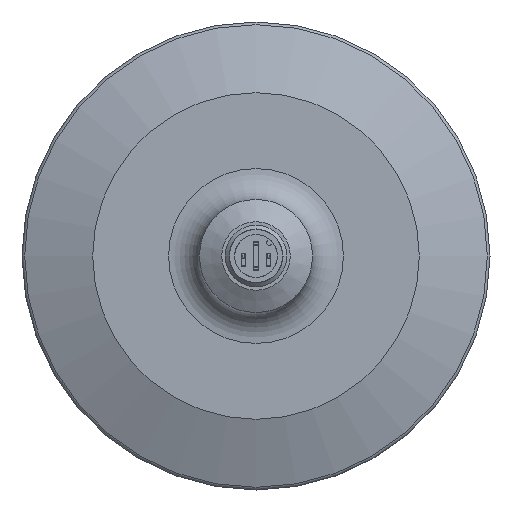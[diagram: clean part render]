
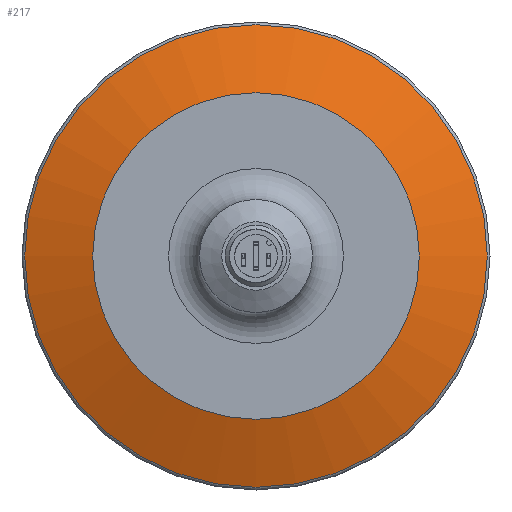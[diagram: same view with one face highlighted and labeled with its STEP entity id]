
A CAD part, front view. The second image highlights one B-rep face of the part: STEP entity #217.
In plain terms, the highlighted conical face has half-angle 70 degrees and reference radius 45.5 mm.
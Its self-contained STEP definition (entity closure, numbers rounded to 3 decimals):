
#217 = ADVANCED_FACE( '', ( #514, #515 ), #516, .T. );
#514 = FACE_OUTER_BOUND( '', #898, .T. );
#515 = FACE_BOUND( '', #899, .T. );
#516 = CONICAL_SURFACE( '', #900, 45.5, 1.222 );
#898 = EDGE_LOOP( '', ( #1521 ) );
#899 = EDGE_LOOP( '', ( #1522 ) );
#900 = AXIS2_PLACEMENT_3D( '', #1523, #1524, #1525 );
#1521 = ORIENTED_EDGE( '', *, *, #2319, .T. );
#1522 = ORIENTED_EDGE( '', *, *, #2165, .F. );
#1523 = CARTESIAN_POINT( '', ( 0., -4., 0. ) );
#1524 = DIRECTION( '', ( 0., 1., 0. ) );
#1525 = DIRECTION( '', ( 1., 0., 0. ) );
#2165 = EDGE_CURVE( '', #2581, #2581, #2582, .T. );
#2319 = EDGE_CURVE( '', #2833, #2833, #2834, .T. );
#2581 = VERTEX_POINT( '', #3163 );
#2582 = CIRCLE( '', #3164, 31.75 );
#2833 = VERTEX_POINT( '', #3506 );
#2834 = CIRCLE( '', #3507, 44.974 );
#3163 = CARTESIAN_POINT( '', ( -31.75, -9.005, 0. ) );
#3164 = AXIS2_PLACEMENT_3D( '', #3826, #3827, #3828 );
#3506 = CARTESIAN_POINT( '', ( -44.974, -4.192, 0. ) );
#3507 = AXIS2_PLACEMENT_3D( '', #4019, #4020, #4021 );
#3826 = CARTESIAN_POINT( '', ( 0., -9.005, 0. ) );
#3827 = DIRECTION( '', ( 0., -1., 0. ) );
#3828 = DIRECTION( '', ( -1., 0., 0. ) );
#4019 = CARTESIAN_POINT( '', ( 0., -4.192, 0. ) );
#4020 = DIRECTION( '', ( 0., -1., 0. ) );
#4021 = DIRECTION( '', ( -1., 0., 0. ) );
